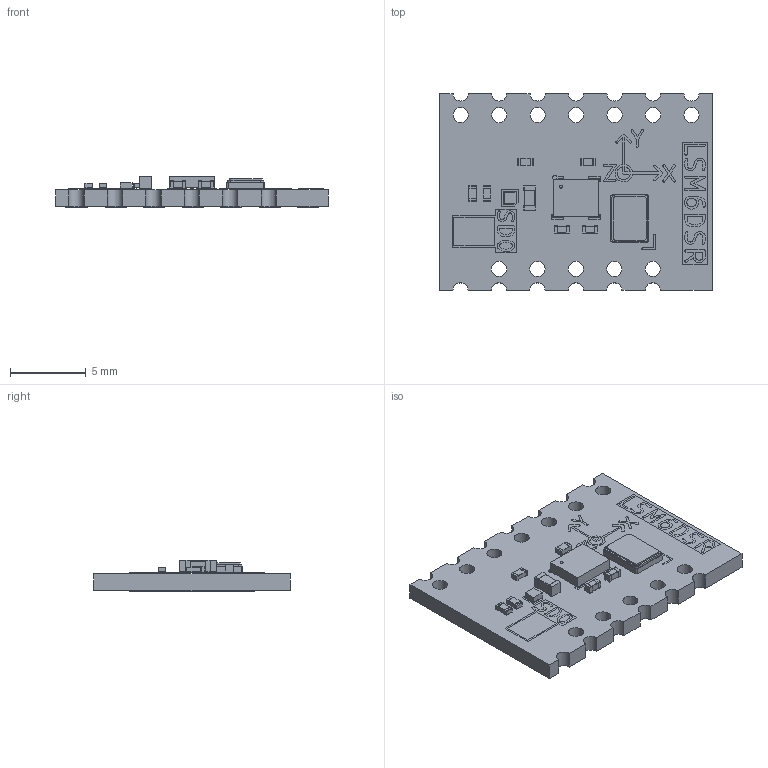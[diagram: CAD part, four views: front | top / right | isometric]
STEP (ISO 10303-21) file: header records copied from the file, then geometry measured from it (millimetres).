
FILE_DESCRIPTION(('KiCad electronic assembly'),'2;1');
FILE_NAME('Mumo45.step','2025-05-29T13:43:19',('Pcbnew'),('Kicad'), 'Open CASCADE STEP processor 7.8','KiCad to STEP converter','Unknown' );
FILE_SCHEMA(('AUTOMOTIVE_DESIGN { 1 0 10303 214 1 1 1 1 }'));
Length unit declared in the file: millimetre
Products named in the file (9): Mumo45 1; C_0402_1005Metric; Bosch_LGA-14_3x2.5mm_P0.5mm; R_0402_1005Metric; C_0603_1608Metric; IST8306; Crystal_SMD_3225-4Pin_3.2x2.5mm; Mumo_silkscreen; Mumo_PCB
Assembly tree (12 placements, depth 2):
  Mumo45 1
    C_0402_1005Metric  x2
    Bosch_LGA-14_3x2.5mm_P0.5mm
    R_0402_1005Metric  x4
    C_0603_1608Metric
    IST8306
    Crystal_SMD_3225-4Pin_3.2x2.5mm
    Mumo_silkscreen
    Mumo_PCB
Bounding box: 18 x 13 x 2.07 mm (x, y, z)
Volume: 256.4 mm3; surface area: 684.9 mm2
Topology: 11 solids, 51 shells, 391 faces, 2184 edges, 1878 vertices
Faces by surface type: plane 278, cylinder 113
Full cylindrical faces by diameter (mm): 0.2 x1, 1 x12
Entity records: 20358 total; most frequent: CARTESIAN_POINT 3904, DIRECTION 2978, ORIENTED_EDGE 2534, EDGE_CURVE 1908, VERTEX_POINT 1698, LINE 1434, VECTOR 1434, AXIS2_PLACEMENT_3D 772
